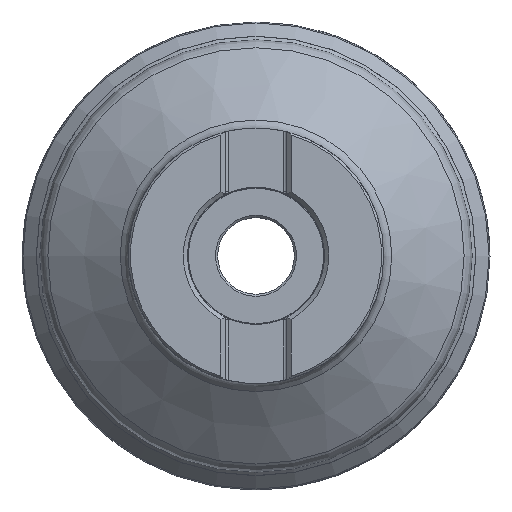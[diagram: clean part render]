
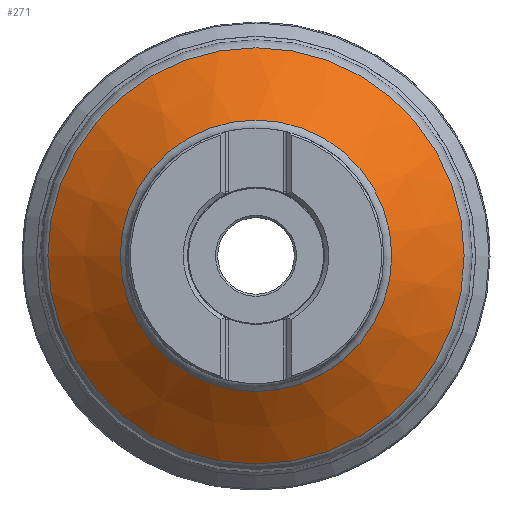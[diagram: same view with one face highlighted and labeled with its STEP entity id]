
A CAD part, top view. The second image highlights one B-rep face of the part: STEP entity #271.
In plain terms, the highlighted conical face has half-angle 51.573 degrees and reference radius 30 mm.
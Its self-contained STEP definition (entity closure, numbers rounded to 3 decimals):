
#223=CONICAL_SURFACE('',#1420,30.,51.573);
#271=ADVANCED_FACE('',(#576,#577),#223,.T.);
#475=CIRCLE('',#1418,48.893);
#476=CIRCLE('',#1419,31.892);
#576=FACE_BOUND('',#698,.T.);
#577=FACE_BOUND('',#699,.T.);
#698=EDGE_LOOP('',(#877));
#699=EDGE_LOOP('',(#878));
#877=ORIENTED_EDGE('',*,*,#1267,.T.);
#878=ORIENTED_EDGE('',*,*,#1268,.T.);
#1145=VERTEX_POINT('',#2350);
#1146=VERTEX_POINT('',#2352);
#1267=EDGE_CURVE('',#1145,#1145,#475,.T.);
#1268=EDGE_CURVE('',#1146,#1146,#476,.T.);
#1418=AXIS2_PLACEMENT_3D('',#2349,#1675,#1676);
#1419=AXIS2_PLACEMENT_3D('',#2351,#1677,#1678);
#1420=AXIS2_PLACEMENT_3D('',#2353,#1679,#1680);
#1675=DIRECTION('',(0.,0.,1.));
#1676=DIRECTION('',(1.,0.,0.));
#1677=DIRECTION('',(0.,0.,-1.));
#1678=DIRECTION('',(-1.,0.,0.));
#1679=DIRECTION('',(0.,0.,-1.));
#1680=DIRECTION('',(-1.,0.,0.));
#2349=CARTESIAN_POINT('',(0.,0.,-27.989));
#2350=CARTESIAN_POINT('',(48.893,0.,-27.989));
#2351=CARTESIAN_POINT('',(0.,0.,-14.501));
#2352=CARTESIAN_POINT('',(-31.892,0.,-14.501));
#2353=CARTESIAN_POINT('',(0.,0.,-13.));
